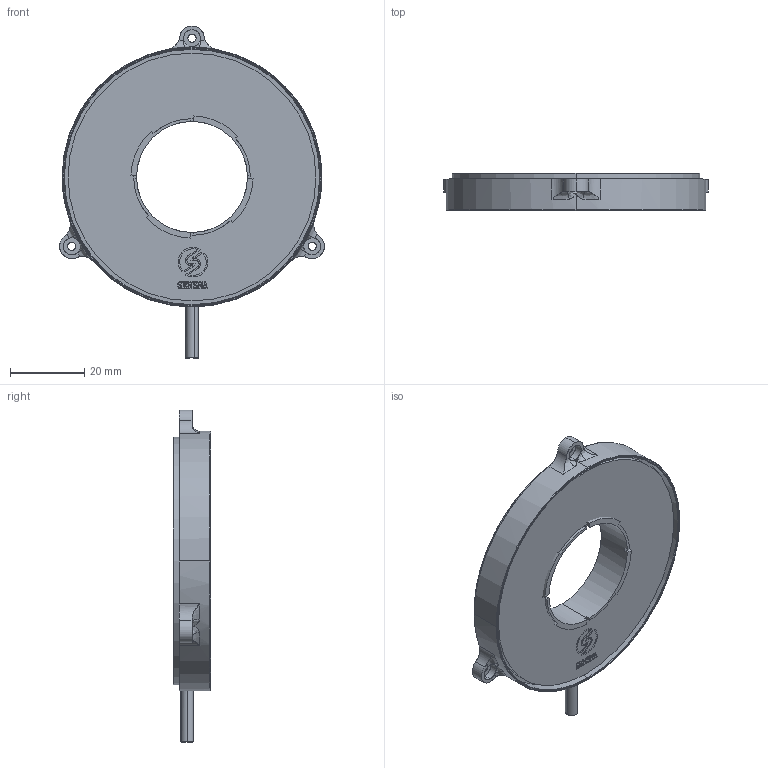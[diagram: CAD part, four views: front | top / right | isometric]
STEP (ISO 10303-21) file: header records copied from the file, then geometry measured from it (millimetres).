
FILE_DESCRIPTION (( 'STEP AP214' ), '1' );
FILE_NAME ('CAS70 20230927.STEP', '2026-02-07T05:06:08', ( 'chen' ), ( '' ), 'SwSTEP 2.0', 'SolidWorks 2018', '' );
FILE_SCHEMA (( 'AUTOMOTIVE_DESIGN' ));
Length unit declared in the file: millimetre
Products named in the file (4): CAS-70_3; CAS70 20230927; CAS-70; CAS-70_2
Assembly tree (3 placements, depth 2):
  CAS70 20230927
    CAS-70_2
    CAS-70
    CAS-70_3
Bounding box: 71.55 x 10 x 89.71 mm (x, y, z)
Volume: 5185.2 mm3; surface area: 19472.8 mm2
Topology: 2 solids, 967 shells, 1309 faces, 7759 edges, 7430 vertices
Faces by surface type: plane 706, cylinder 527, bspline 65, cone 11
Entity records: 104635 total; most frequent: CARTESIAN_POINT 34958, DIRECTION 9766, ORIENTED_EDGE 8580, EDGE_CURVE 7759, VERTEX_POINT 7430, LINE 5032, VECTOR 5032, AXIS2_PLACEMENT_3D 2367
